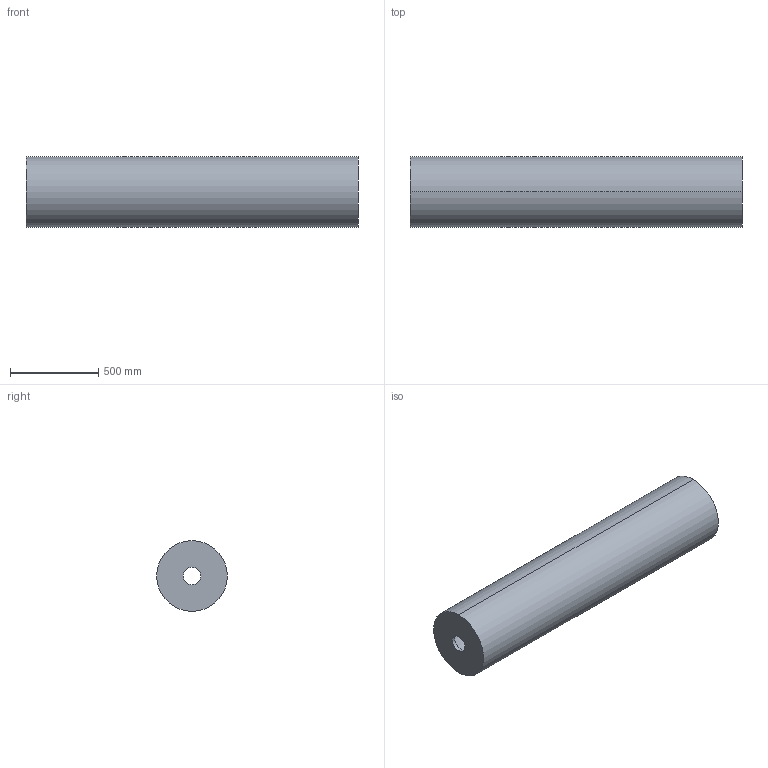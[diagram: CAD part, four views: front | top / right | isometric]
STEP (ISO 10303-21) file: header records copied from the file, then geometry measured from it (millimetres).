
FILE_DESCRIPTION (( 'STEP AP214' ), '1' );
FILE_NAME ('CombustionChamberV2.STEP', '2022-06-10T14:39:14', ( '' ), ( '' ), 'SwSTEP 2.0', 'SolidWorks 2022', '' );
FILE_SCHEMA (( 'AUTOMOTIVE_DESIGN' ));
Length unit declared in the file: metre
Products named in the file (1): CombustionChamberV2
Bounding box: 1880 x 400 x 400 mm (x, y, z)
Volume: 111548321.9 mm3; surface area: 4452695.4 mm2
Topology: 1 solids, 1 shells, 21 faces, 46 edges, 30 vertices
Faces by surface type: cylinder 8, torus 6, plane 5, bspline 2
Entity records: 672 total; most frequent: CARTESIAN_POINT 144, DIRECTION 120, ORIENTED_EDGE 92, AXIS2_PLACEMENT_3D 56, EDGE_CURVE 46, CIRCLE 36, VERTEX_POINT 30, EDGE_LOOP 26
